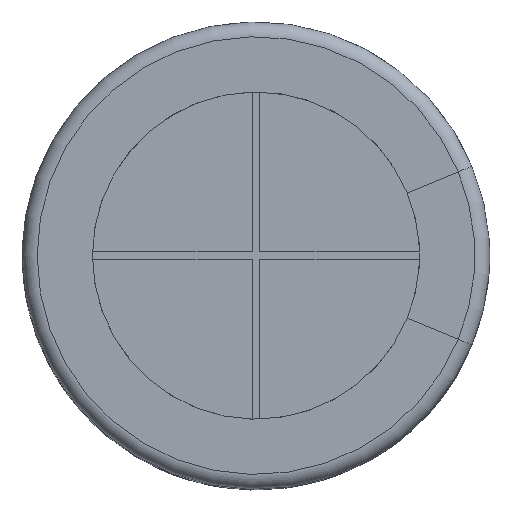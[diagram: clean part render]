
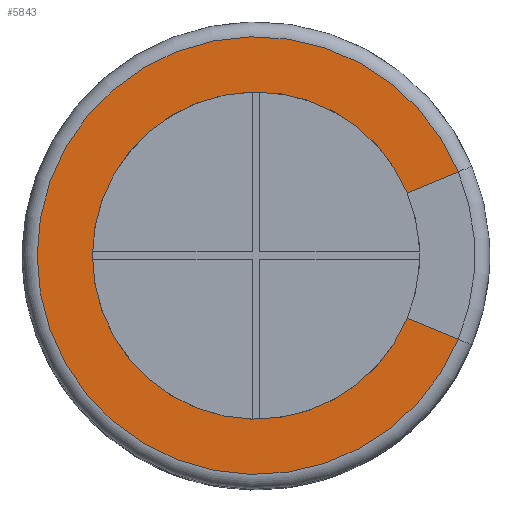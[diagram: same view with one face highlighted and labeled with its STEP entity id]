
A CAD part, top view. The second image highlights one B-rep face of the part: STEP entity #5843.
In plain terms, the highlighted planar face has unit normal (0, 0, 1).
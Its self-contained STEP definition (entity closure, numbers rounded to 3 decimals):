
#5476 = VERTEX_POINT('',#5477);
#5477 = CARTESIAN_POINT('',(3.975,-1.129,6.3));
#5484 = EDGE_CURVE('',#5476,#5485,#5487,.T.);
#5485 = VERTEX_POINT('',#5486);
#5486 = CARTESIAN_POINT('',(3.975,1.129,6.3));
#5487 = CIRCLE('',#5488,2.95);
#5488 = AXIS2_PLACEMENT_3D('',#5489,#5490,#5491);
#5489 = CARTESIAN_POINT('',(1.25,0.,6.3));
#5490 = DIRECTION('',(0.,-0.,-1.));
#5491 = DIRECTION('',(0.924,-0.383,0.));
#5843 = ADVANCED_FACE('',(#5844),#5870,.F.);
#5844 = FACE_BOUND('',#5845,.F.);
#5845 = EDGE_LOOP('',(#5846,#5847,#5855,#5864));
#5846 = ORIENTED_EDGE('',*,*,#5484,.T.);
#5847 = ORIENTED_EDGE('',*,*,#5848,.T.);
#5848 = EDGE_CURVE('',#5485,#5849,#5851,.T.);
#5849 = VERTEX_POINT('',#5850);
#5850 = CARTESIAN_POINT('',(3.287,0.844,6.3));
#5851 = LINE('',#5852,#5853);
#5852 = CARTESIAN_POINT('',(3.975,1.129,6.3));
#5853 = VECTOR('',#5854,1.);
#5854 = DIRECTION('',(-0.924,-0.383,0.));
#5855 = ORIENTED_EDGE('',*,*,#5856,.F.);
#5856 = EDGE_CURVE('',#5857,#5849,#5859,.T.);
#5857 = VERTEX_POINT('',#5858);
#5858 = CARTESIAN_POINT('',(3.287,-0.844,6.3));
#5859 = CIRCLE('',#5860,2.205);
#5860 = AXIS2_PLACEMENT_3D('',#5861,#5862,#5863);
#5861 = CARTESIAN_POINT('',(1.25,0.,6.3));
#5862 = DIRECTION('',(0.,-0.,-1.));
#5863 = DIRECTION('',(0.924,-0.383,0.));
#5864 = ORIENTED_EDGE('',*,*,#5865,.F.);
#5865 = EDGE_CURVE('',#5476,#5857,#5866,.T.);
#5866 = LINE('',#5867,#5868);
#5867 = CARTESIAN_POINT('',(3.975,-1.129,6.3));
#5868 = VECTOR('',#5869,1.);
#5869 = DIRECTION('',(-0.924,0.383,0.));
#5870 = PLANE('',#5871);
#5871 = AXIS2_PLACEMENT_3D('',#5872,#5873,#5874);
#5872 = CARTESIAN_POINT('',(1.25,0.,6.3));
#5873 = DIRECTION('',(0.,0.,-1.));
#5874 = DIRECTION('',(0.924,-0.383,0.));
